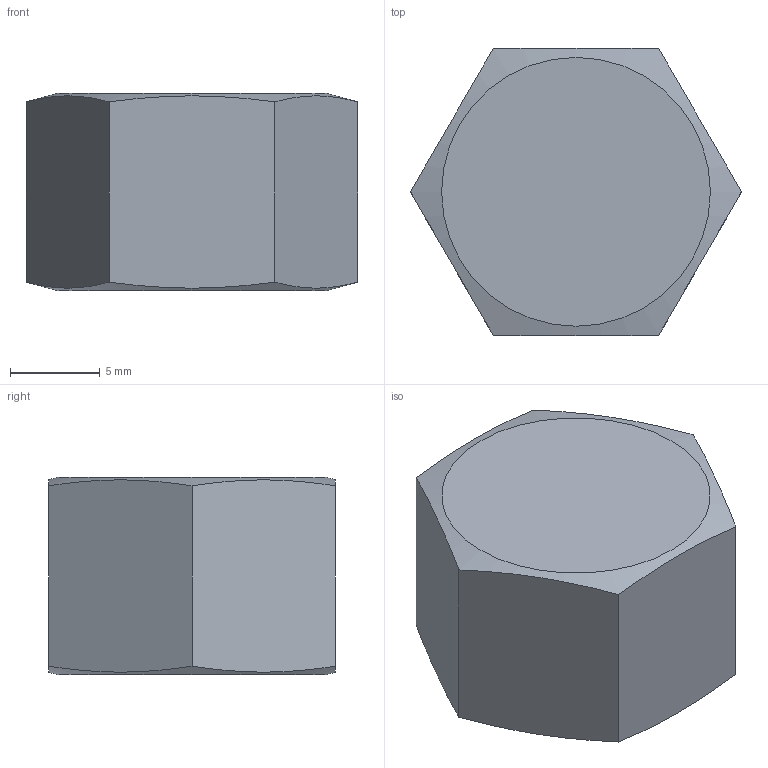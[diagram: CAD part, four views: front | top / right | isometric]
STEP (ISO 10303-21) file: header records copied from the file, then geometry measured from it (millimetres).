
FILE_DESCRIPTION(/* description */ (''),/* implementation_level */ '2;1');
FILE_NAME(/* name */ 'vk_14_ms.stp',/* time_stamp */ '2017-02-03T09:33:44+01:00',/* author */ ('hamoud'),/* organization */ (''),/* preprocessor_version */ 'ST-DEVELOPER v15.6',/* originating_system */ 'Autodesk Inventor LT ',/* authorisation */ '');
FILE_SCHEMA (('AUTOMOTIVE_DESIGN { 1 0 10303 214 3 1 1 }'));
Length unit declared in the file: millimetre
Products named in the file (1): vk_14_ms
Bounding box: 18.48 x 16 x 11 mm (x, y, z)
Volume: 1429.1 mm3; surface area: 1345.9 mm2
Topology: 1 solids, 1 shells, 13 faces, 27 edges, 17 vertices
Faces by surface type: plane 9, cone 3, cylinder 1
Full cylindrical faces by diameter (mm): 11.8 x1
Entity records: 341 total; most frequent: CARTESIAN_POINT 78, ORIENTED_EDGE 46, DIRECTION 44, EDGE_CURVE 23, AXIS2_PLACEMENT_3D 19, EDGE_LOOP 18, VERTEX_POINT 17, FACE_OUTER_BOUND 13
